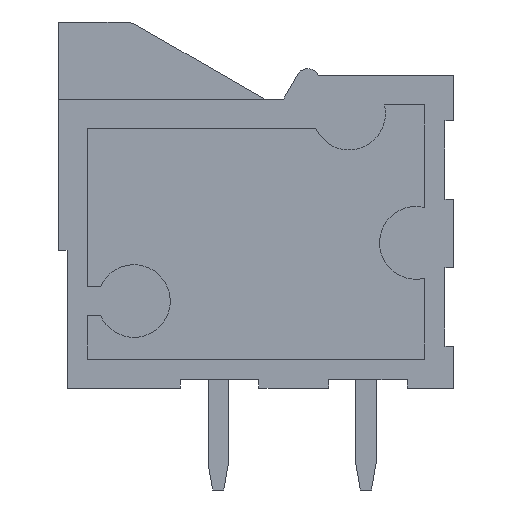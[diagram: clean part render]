
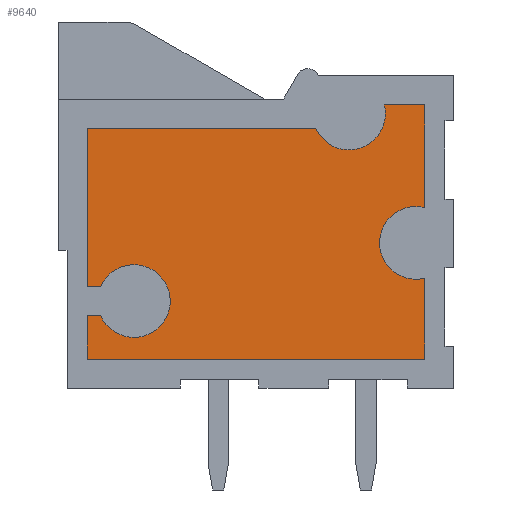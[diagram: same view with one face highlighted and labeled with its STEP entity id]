
A CAD part, left-side view. The second image highlights one B-rep face of the part: STEP entity #9640.
In plain terms, the highlighted planar face has unit normal (-1, 0, 0).
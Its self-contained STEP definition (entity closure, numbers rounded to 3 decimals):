
#9218=CARTESIAN_POINT('',(1.5,1.3,-6.35));
#9219=VERTEX_POINT('',#9218);
#9227=CARTESIAN_POINT('',(1.5,1.,-8.813));
#9228=VERTEX_POINT('',#9227);
#9229=CARTESIAN_POINT('',(1.5,1.3,-6.35));
#9230=CARTESIAN_POINT('',(1.5,1.476,-6.35));
#9231=CARTESIAN_POINT('',(1.5,1.652,-6.388));
#9232=CARTESIAN_POINT('',(1.5,1.813,-6.46));
#9233=CARTESIAN_POINT('',(1.5,1.974,-6.533));
#9234=CARTESIAN_POINT('',(1.5,2.119,-6.639));
#9235=CARTESIAN_POINT('',(1.5,2.236,-6.771));
#9236=CARTESIAN_POINT('',(1.5,2.353,-6.903));
#9237=CARTESIAN_POINT('',(1.5,2.441,-7.06));
#9238=CARTESIAN_POINT('',(1.5,2.493,-7.228));
#9239=CARTESIAN_POINT('',(1.5,2.546,-7.397));
#9240=CARTESIAN_POINT('',(1.5,2.562,-7.576));
#9241=CARTESIAN_POINT('',(1.5,2.541,-7.751));
#9242=CARTESIAN_POINT('',(1.5,2.52,-7.926));
#9243=CARTESIAN_POINT('',(1.5,2.461,-8.096));
#9244=CARTESIAN_POINT('',(1.5,2.369,-8.247));
#9245=CARTESIAN_POINT('',(1.5,2.278,-8.398));
#9246=CARTESIAN_POINT('',(1.5,2.155,-8.529));
#9247=CARTESIAN_POINT('',(1.5,2.01,-8.629));
#9248=CARTESIAN_POINT('',(1.5,1.864,-8.729));
#9249=CARTESIAN_POINT('',(1.5,1.698,-8.798));
#9250=CARTESIAN_POINT('',(1.5,1.525,-8.83));
#9251=CARTESIAN_POINT('',(1.5,1.351,-8.861));
#9252=CARTESIAN_POINT('',(1.5,1.171,-8.856));
#9253=CARTESIAN_POINT('',(1.5,1.,-8.813));
#9254=B_SPLINE_CURVE_WITH_KNOTS('',3,(#9229,#9230,#9231,#9232,#9233,#9234,#9235,#9236,#9237,#9238,#9239,#9240,#9241,#9242,#9243,#9244,#9245,#9246,#9247,#9248,#9249,#9250,#9251,#9252,#9253),.UNSPECIFIED.,.F.,.F.,(4,3,3,3,3,3,3,3,4),(0.,24.236,48.472,72.707,96.943,121.179,145.415,169.651,193.887),.UNSPECIFIED.);
#9255=EDGE_CURVE('',#9219,#9228,#9254,.T.);
#9275=CARTESIAN_POINT('',(1.5,1.,-11.6));
#9276=VERTEX_POINT('',#9275);
#9277=CARTESIAN_POINT('',(1.5,1.,-11.6));
#9278=CARTESIAN_POINT('',(1.5,1.,-10.671));
#9279=CARTESIAN_POINT('',(1.5,1.,-9.742));
#9280=CARTESIAN_POINT('',(1.5,1.,-8.813));
#9281=B_SPLINE_CURVE_WITH_KNOTS('',3,(#9277,#9278,#9279,#9280),.UNSPECIFIED.,.F.,.F.,(4,4),(0.,2.787),.UNSPECIFIED.);
#9282=EDGE_CURVE('',#9276,#9228,#9281,.T.);
#9301=CARTESIAN_POINT('',(1.5,12.6,-11.6));
#9302=VERTEX_POINT('',#9301);
#9303=CARTESIAN_POINT('',(1.5,12.6,-11.6));
#9304=CARTESIAN_POINT('',(1.5,8.733,-11.6));
#9305=CARTESIAN_POINT('',(1.5,4.867,-11.6));
#9306=CARTESIAN_POINT('',(1.5,1.,-11.6));
#9307=B_SPLINE_CURVE_WITH_KNOTS('',3,(#9303,#9304,#9305,#9306),.UNSPECIFIED.,.F.,.F.,(4,4),(0.,11.6),.UNSPECIFIED.);
#9308=EDGE_CURVE('',#9302,#9276,#9307,.T.);
#9327=CARTESIAN_POINT('',(1.5,12.6,-10.1));
#9328=VERTEX_POINT('',#9327);
#9329=CARTESIAN_POINT('',(1.5,12.6,-11.6));
#9330=CARTESIAN_POINT('',(1.5,12.6,-11.1));
#9331=CARTESIAN_POINT('',(1.5,12.6,-10.6));
#9332=CARTESIAN_POINT('',(1.5,12.6,-10.1));
#9333=B_SPLINE_CURVE_WITH_KNOTS('',3,(#9329,#9330,#9331,#9332),.UNSPECIFIED.,.F.,.F.,(4,4),(0.,1.5),.UNSPECIFIED.);
#9334=EDGE_CURVE('',#9302,#9328,#9333,.T.);
#9353=CARTESIAN_POINT('',(1.5,12.146,-10.1));
#9354=VERTEX_POINT('',#9353);
#9355=CARTESIAN_POINT('',(1.5,12.6,-10.1));
#9356=CARTESIAN_POINT('',(1.5,12.449,-10.1));
#9357=CARTESIAN_POINT('',(1.5,12.297,-10.1));
#9358=CARTESIAN_POINT('',(1.5,12.146,-10.1));
#9359=B_SPLINE_CURVE_WITH_KNOTS('',3,(#9355,#9356,#9357,#9358),.UNSPECIFIED.,.F.,.F.,(4,4),(0.,0.454),.UNSPECIFIED.);
#9360=EDGE_CURVE('',#9328,#9354,#9359,.T.);
#9377=CARTESIAN_POINT('',(1.5,11.,-8.35));
#9378=VERTEX_POINT('',#9377);
#9386=CARTESIAN_POINT('',(1.5,12.146,-9.1));
#9387=VERTEX_POINT('',#9386);
#9388=CARTESIAN_POINT('',(1.5,11.,-8.35));
#9389=CARTESIAN_POINT('',(1.5,11.242,-8.35));
#9390=CARTESIAN_POINT('',(1.5,11.483,-8.422));
#9391=CARTESIAN_POINT('',(1.5,11.685,-8.554));
#9392=CARTESIAN_POINT('',(1.5,11.887,-8.686));
#9393=CARTESIAN_POINT('',(1.5,12.049,-8.879));
#9394=CARTESIAN_POINT('',(1.5,12.146,-9.1));
#9395=B_SPLINE_CURVE_WITH_KNOTS('',3,(#9388,#9389,#9390,#9391,#9392,#9393,#9394),.UNSPECIFIED.,.F.,.F.,(4,3,4),(0.,33.211,66.422),.UNSPECIFIED.);
#9396=EDGE_CURVE('',#9378,#9387,#9395,.T.);
#9416=CARTESIAN_POINT('',(1.5,12.6,-9.1));
#9417=VERTEX_POINT('',#9416);
#9418=CARTESIAN_POINT('',(1.5,12.6,-9.1));
#9419=CARTESIAN_POINT('',(1.5,12.449,-9.1));
#9420=CARTESIAN_POINT('',(1.5,12.297,-9.1));
#9421=CARTESIAN_POINT('',(1.5,12.146,-9.1));
#9422=B_SPLINE_CURVE_WITH_KNOTS('',3,(#9418,#9419,#9420,#9421),.UNSPECIFIED.,.F.,.F.,(4,4),(0.,0.454),.UNSPECIFIED.);
#9423=EDGE_CURVE('',#9417,#9387,#9422,.T.);
#9442=CARTESIAN_POINT('',(1.5,12.6,-3.65));
#9443=VERTEX_POINT('',#9442);
#9444=CARTESIAN_POINT('',(1.5,12.6,-9.1));
#9445=CARTESIAN_POINT('',(1.5,12.6,-7.283));
#9446=CARTESIAN_POINT('',(1.5,12.6,-5.467));
#9447=CARTESIAN_POINT('',(1.5,12.6,-3.65));
#9448=B_SPLINE_CURVE_WITH_KNOTS('',3,(#9444,#9445,#9446,#9447),.UNSPECIFIED.,.F.,.F.,(4,4),(0.,5.45),.UNSPECIFIED.);
#9449=EDGE_CURVE('',#9417,#9443,#9448,.T.);
#9468=CARTESIAN_POINT('',(1.5,4.746,-3.65));
#9469=VERTEX_POINT('',#9468);
#9470=CARTESIAN_POINT('',(1.5,4.746,-3.65));
#9471=CARTESIAN_POINT('',(1.5,7.364,-3.65));
#9472=CARTESIAN_POINT('',(1.5,9.982,-3.65));
#9473=CARTESIAN_POINT('',(1.5,12.6,-3.65));
#9474=B_SPLINE_CURVE_WITH_KNOTS('',3,(#9470,#9471,#9472,#9473),.UNSPECIFIED.,.F.,.F.,(4,4),(0.,7.854),.UNSPECIFIED.);
#9475=EDGE_CURVE('',#9469,#9443,#9474,.T.);
#9494=CARTESIAN_POINT('',(1.5,2.387,-2.85));
#9495=VERTEX_POINT('',#9494);
#9496=CARTESIAN_POINT('',(1.5,4.746,-3.65));
#9497=CARTESIAN_POINT('',(1.5,4.684,-3.792));
#9498=CARTESIAN_POINT('',(1.5,4.595,-3.922));
#9499=CARTESIAN_POINT('',(1.5,4.486,-4.032));
#9500=CARTESIAN_POINT('',(1.5,4.377,-4.142));
#9501=CARTESIAN_POINT('',(1.5,4.247,-4.231));
#9502=CARTESIAN_POINT('',(1.5,4.105,-4.293));
#9503=CARTESIAN_POINT('',(1.5,3.964,-4.356));
#9504=CARTESIAN_POINT('',(1.5,3.81,-4.392));
#9505=CARTESIAN_POINT('',(1.5,3.656,-4.399));
#9506=CARTESIAN_POINT('',(1.5,3.501,-4.406));
#9507=CARTESIAN_POINT('',(1.5,3.345,-4.384));
#9508=CARTESIAN_POINT('',(1.5,3.199,-4.334));
#9509=CARTESIAN_POINT('',(1.5,3.052,-4.284));
#9510=CARTESIAN_POINT('',(1.5,2.915,-4.207));
#9511=CARTESIAN_POINT('',(1.5,2.796,-4.107));
#9512=CARTESIAN_POINT('',(1.5,2.678,-4.008));
#9513=CARTESIAN_POINT('',(1.5,2.578,-3.886));
#9514=CARTESIAN_POINT('',(1.5,2.503,-3.75));
#9515=CARTESIAN_POINT('',(1.5,2.429,-3.614));
#9516=CARTESIAN_POINT('',(1.5,2.38,-3.465));
#9517=CARTESIAN_POINT('',(1.5,2.36,-3.311));
#9518=CARTESIAN_POINT('',(1.5,2.34,-3.158));
#9519=CARTESIAN_POINT('',(1.5,2.349,-3.));
#9520=CARTESIAN_POINT('',(1.5,2.387,-2.85));
#9521=B_SPLINE_CURVE_WITH_KNOTS('',3,(#9496,#9497,#9498,#9499,#9500,#9501,#9502,#9503,#9504,#9505,#9506,#9507,#9508,#9509,#9510,#9511,#9512,#9513,#9514,#9515,#9516,#9517,#9518,#9519,#9520),.UNSPECIFIED.,.F.,.F.,(4,3,3,3,3,3,3,3,4),(113.578,134.867,156.155,177.444,198.732,220.021,241.309,262.598,283.887),.UNSPECIFIED.);
#9522=EDGE_CURVE('',#9469,#9495,#9521,.T.);
#9541=CARTESIAN_POINT('',(1.5,1.,-2.85));
#9542=VERTEX_POINT('',#9541);
#9543=CARTESIAN_POINT('',(1.5,2.387,-2.85));
#9544=CARTESIAN_POINT('',(1.5,1.924,-2.85));
#9545=CARTESIAN_POINT('',(1.5,1.462,-2.85));
#9546=CARTESIAN_POINT('',(1.5,1.,-2.85));
#9547=B_SPLINE_CURVE_WITH_KNOTS('',3,(#9543,#9544,#9545,#9546),.UNSPECIFIED.,.F.,.F.,(4,4),(0.,1.387),.UNSPECIFIED.);
#9548=EDGE_CURVE('',#9495,#9542,#9547,.T.);
#9567=CARTESIAN_POINT('',(1.5,1.,-6.387));
#9568=VERTEX_POINT('',#9567);
#9569=CARTESIAN_POINT('',(1.5,1.,-6.387));
#9570=CARTESIAN_POINT('',(1.5,1.,-5.208));
#9571=CARTESIAN_POINT('',(1.5,1.,-4.029));
#9572=CARTESIAN_POINT('',(1.5,1.,-2.85));
#9573=B_SPLINE_CURVE_WITH_KNOTS('',3,(#9569,#9570,#9571,#9572),.UNSPECIFIED.,.F.,.F.,(4,4),(0.,3.537),.UNSPECIFIED.);
#9574=EDGE_CURVE('',#9568,#9542,#9573,.T.);
#9586=CARTESIAN_POINT('',(1.5,0.,0.));
#9587=DIRECTION('',(-1.,0.,0.));
#9588=DIRECTION('',(0.,0.,1.));
#9589=AXIS2_PLACEMENT_3D('',#9586,#9587,#9588);
#9590=PLANE('',#9589);
#9591=ORIENTED_EDGE('',*,*,#9255,.F.);
#9592=CARTESIAN_POINT('',(1.5,1.,-6.387));
#9593=CARTESIAN_POINT('',(1.5,1.098,-6.362));
#9594=CARTESIAN_POINT('',(1.5,1.199,-6.35));
#9595=CARTESIAN_POINT('',(1.5,1.3,-6.35));
#9596=B_SPLINE_CURVE_WITH_KNOTS('',3,(#9592,#9593,#9594,#9595),.UNSPECIFIED.,.F.,.F.,(4,4),(346.113,360.),.UNSPECIFIED.);
#9597=EDGE_CURVE('',#9568,#9219,#9596,.T.);
#9598=ORIENTED_EDGE('',*,*,#9597,.F.);
#9599=ORIENTED_EDGE('',*,*,#9574,.T.);
#9600=ORIENTED_EDGE('',*,*,#9548,.F.);
#9601=ORIENTED_EDGE('',*,*,#9522,.F.);
#9602=ORIENTED_EDGE('',*,*,#9475,.T.);
#9603=ORIENTED_EDGE('',*,*,#9449,.F.);
#9604=ORIENTED_EDGE('',*,*,#9423,.T.);
#9605=ORIENTED_EDGE('',*,*,#9396,.F.);
#9606=CARTESIAN_POINT('',(1.5,12.146,-10.1));
#9607=CARTESIAN_POINT('',(1.5,12.056,-10.305));
#9608=CARTESIAN_POINT('',(1.5,11.91,-10.486));
#9609=CARTESIAN_POINT('',(1.5,11.728,-10.616));
#9610=CARTESIAN_POINT('',(1.5,11.546,-10.747));
#9611=CARTESIAN_POINT('',(1.5,11.328,-10.827));
#9612=CARTESIAN_POINT('',(1.5,11.105,-10.846));
#9613=CARTESIAN_POINT('',(1.5,10.882,-10.864));
#9614=CARTESIAN_POINT('',(1.5,10.654,-10.822));
#9615=CARTESIAN_POINT('',(1.5,10.452,-10.724));
#9616=CARTESIAN_POINT('',(1.5,10.251,-10.625));
#9617=CARTESIAN_POINT('',(1.5,10.077,-10.472));
#9618=CARTESIAN_POINT('',(1.5,9.954,-10.285));
#9619=CARTESIAN_POINT('',(1.5,9.831,-10.097));
#9620=CARTESIAN_POINT('',(1.5,9.761,-9.876));
#9621=CARTESIAN_POINT('',(1.5,9.751,-9.653));
#9622=CARTESIAN_POINT('',(1.5,9.742,-9.429));
#9623=CARTESIAN_POINT('',(1.5,9.794,-9.203));
#9624=CARTESIAN_POINT('',(1.5,9.9,-9.006));
#9625=CARTESIAN_POINT('',(1.5,10.007,-8.809));
#9626=CARTESIAN_POINT('',(1.5,10.167,-8.641));
#9627=CARTESIAN_POINT('',(1.5,10.36,-8.526));
#9628=CARTESIAN_POINT('',(1.5,10.552,-8.412));
#9629=CARTESIAN_POINT('',(1.5,10.776,-8.35));
#9630=CARTESIAN_POINT('',(1.5,11.,-8.35));
#9631=B_SPLINE_CURVE_WITH_KNOTS('',3,(#9606,#9607,#9608,#9609,#9610,#9611,#9612,#9613,#9614,#9615,#9616,#9617,#9618,#9619,#9620,#9621,#9622,#9623,#9624,#9625,#9626,#9627,#9628,#9629,#9630),.UNSPECIFIED.,.F.,.F.,(4,3,3,3,3,3,3,3,4),(113.578,144.381,175.184,205.986,236.789,267.592,298.395,329.197,360.),.UNSPECIFIED.);
#9632=EDGE_CURVE('',#9354,#9378,#9631,.T.);
#9633=ORIENTED_EDGE('',*,*,#9632,.F.);
#9634=ORIENTED_EDGE('',*,*,#9360,.F.);
#9635=ORIENTED_EDGE('',*,*,#9334,.F.);
#9636=ORIENTED_EDGE('',*,*,#9308,.T.);
#9637=ORIENTED_EDGE('',*,*,#9282,.T.);
#9638=EDGE_LOOP('',(#9591,#9598,#9599,#9600,#9601,#9602,#9603,#9604,#9605,#9633,#9634,#9635,#9636,#9637));
#9639=FACE_BOUND('',#9638,.T.);
#9640=ADVANCED_FACE('',(#9639),#9590,.T.);
